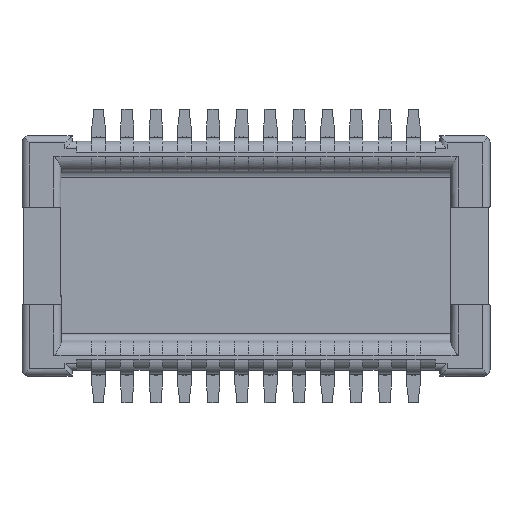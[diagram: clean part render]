
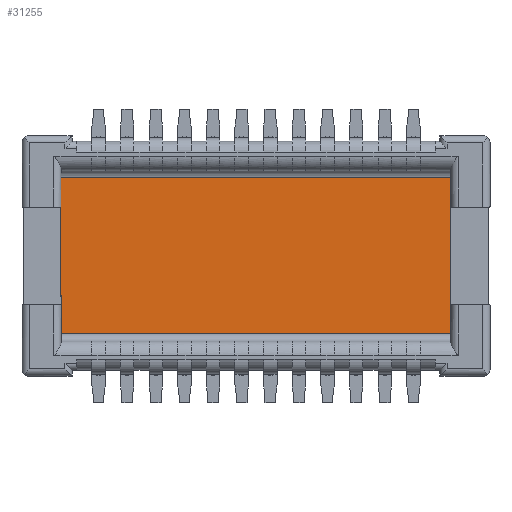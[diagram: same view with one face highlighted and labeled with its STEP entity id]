
A CAD part, top view. The second image highlights one B-rep face of the part: STEP entity #31255.
In plain terms, the highlighted planar face has unit normal (0, 0, 1).
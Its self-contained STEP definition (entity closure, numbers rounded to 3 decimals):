
#1650=LINE('',#43265,#4472);
#1671=LINE('',#43309,#4493);
#1675=LINE('',#43319,#4497);
#1935=LINE('',#43977,#4757);
#4472=VECTOR('',#36223,1000.);
#4493=VECTOR('',#36268,1000.);
#4497=VECTOR('',#36276,1000.);
#4757=VECTOR('',#36868,1000.);
#9372=ORIENTED_EDGE('',*,*,#14452,.F.);
#9373=ORIENTED_EDGE('',*,*,#14419,.F.);
#9374=ORIENTED_EDGE('',*,*,#14447,.F.);
#9375=ORIENTED_EDGE('',*,*,#14801,.F.);
#14419=EDGE_CURVE('',#17488,#17489,#1650,.T.);
#14447=EDGE_CURVE('',#17499,#17488,#1671,.T.);
#14452=EDGE_CURVE('',#17489,#17504,#1675,.T.);
#14801=EDGE_CURVE('',#17504,#17499,#1935,.T.);
#17488=VERTEX_POINT('',#43264);
#17489=VERTEX_POINT('',#43266);
#17499=VERTEX_POINT('',#43308);
#17504=VERTEX_POINT('',#43320);
#19450=EDGE_LOOP('',(#9372,#9373,#9374,#9375));
#20674=FACE_BOUND('',#19450,.T.);
#21798=PLANE('',#32848);
#31255=ADVANCED_FACE('',(#20674),#21798,.F.);
#32848=AXIS2_PLACEMENT_3D('',#44394,#37271,#37272);
#36223=DIRECTION('',(-1.,0.,0.));
#36268=DIRECTION('',(0.,-1.,0.));
#36276=DIRECTION('',(0.,1.,0.));
#36868=DIRECTION('',(1.,0.,0.));
#37271=DIRECTION('',(0.,0.,-1.));
#37272=DIRECTION('',(-1.,0.,0.));
#43264=CARTESIAN_POINT('',(2.725,-1.09,0.32));
#43265=CARTESIAN_POINT('',(0.,-1.09,0.32));
#43266=CARTESIAN_POINT('',(-2.725,-1.09,0.32));
#43308=CARTESIAN_POINT('',(2.725,1.09,0.32));
#43309=CARTESIAN_POINT('',(2.725,1.19,0.32));
#43319=CARTESIAN_POINT('',(-2.725,-1.19,0.32));
#43320=CARTESIAN_POINT('',(-2.725,1.09,0.32));
#43977=CARTESIAN_POINT('',(0.,1.09,0.32));
#44394=CARTESIAN_POINT('',(0.,0.,0.32));
